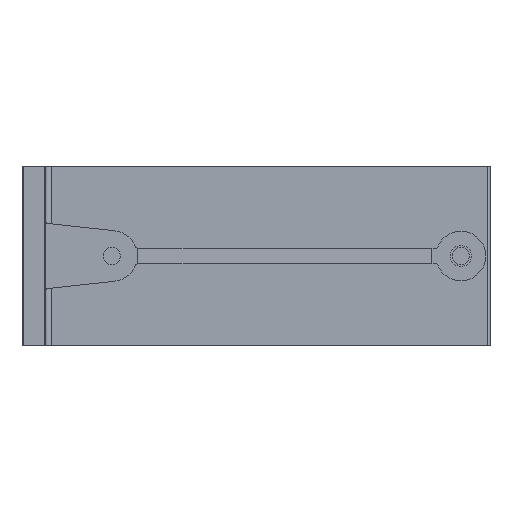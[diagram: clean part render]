
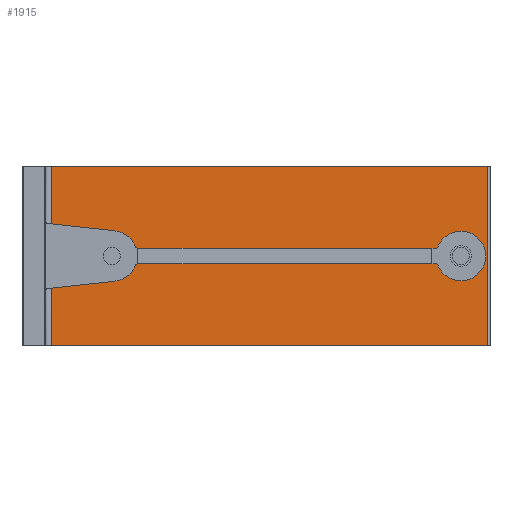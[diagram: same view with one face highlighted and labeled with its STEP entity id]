
A CAD part, front view. The second image highlights one B-rep face of the part: STEP entity #1915.
In plain terms, the highlighted planar face has unit normal (0, -1, 0).
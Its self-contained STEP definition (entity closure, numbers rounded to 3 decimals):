
#88=PLANE('',#2100);
#142=LINE('',#2909,#285);
#150=LINE('',#2937,#293);
#163=LINE('',#2992,#306);
#176=LINE('',#3025,#319);
#177=LINE('',#3036,#320);
#178=LINE('',#3037,#321);
#179=LINE('',#3039,#322);
#180=LINE('',#3041,#323);
#181=LINE('',#3042,#324);
#285=VECTOR('',#2305,1000.);
#293=VECTOR('',#2333,1000.);
#306=VECTOR('',#2378,1000.);
#319=VECTOR('',#2407,1000.);
#320=VECTOR('',#2414,1000.);
#321=VECTOR('',#2415,1000.);
#322=VECTOR('',#2416,1000.);
#323=VECTOR('',#2417,1000.);
#324=VECTOR('',#2418,1000.);
#425=CIRCLE('',#2063,0.5);
#427=CIRCLE('',#2067,0.2);
#429=CIRCLE('',#2070,4.7);
#431=CIRCLE('',#2073,0.2);
#432=CIRCLE('',#2077,0.5);
#445=CIRCLE('',#2101,4.8);
#446=CIRCLE('',#2102,4.8);
#604=ORIENTED_EDGE('',*,*,#1109,.T.);
#605=ORIENTED_EDGE('',*,*,#1110,.T.);
#606=ORIENTED_EDGE('',*,*,#1090,.T.);
#607=ORIENTED_EDGE('',*,*,#1111,.T.);
#608=ORIENTED_EDGE('',*,*,#1112,.F.);
#609=ORIENTED_EDGE('',*,*,#1113,.F.);
#610=ORIENTED_EDGE('',*,*,#1106,.T.);
#611=ORIENTED_EDGE('',*,*,#1114,.T.);
#612=ORIENTED_EDGE('',*,*,#1115,.T.);
#613=ORIENTED_EDGE('',*,*,#1066,.F.);
#614=ORIENTED_EDGE('',*,*,#1064,.T.);
#615=ORIENTED_EDGE('',*,*,#1059,.F.);
#616=ORIENTED_EDGE('',*,*,#1057,.T.);
#617=ORIENTED_EDGE('',*,*,#1053,.F.);
#618=ORIENTED_EDGE('',*,*,#1050,.T.);
#619=ORIENTED_EDGE('',*,*,#1046,.F.);
#1046=EDGE_CURVE('',#1306,#1307,#425,.T.);
#1050=EDGE_CURVE('',#1310,#1307,#142,.T.);
#1053=EDGE_CURVE('',#1310,#1312,#427,.T.);
#1057=EDGE_CURVE('',#1314,#1312,#429,.T.);
#1059=EDGE_CURVE('',#1314,#1316,#431,.T.);
#1064=EDGE_CURVE('',#1318,#1316,#150,.T.);
#1066=EDGE_CURVE('',#1318,#1321,#432,.T.);
#1090=EDGE_CURVE('',#1339,#1340,#163,.T.);
#1106=EDGE_CURVE('',#1353,#1351,#176,.T.);
#1109=EDGE_CURVE('',#1306,#1354,#445,.T.);
#1110=EDGE_CURVE('',#1354,#1339,#177,.T.);
#1111=EDGE_CURVE('',#1340,#1355,#178,.T.);
#1112=EDGE_CURVE('',#1356,#1355,#179,.T.);
#1113=EDGE_CURVE('',#1353,#1356,#180,.T.);
#1114=EDGE_CURVE('',#1351,#1357,#181,.T.);
#1115=EDGE_CURVE('',#1357,#1321,#446,.T.);
#1306=VERTEX_POINT('',#2900);
#1307=VERTEX_POINT('',#2902);
#1310=VERTEX_POINT('',#2910);
#1312=VERTEX_POINT('',#2916);
#1314=VERTEX_POINT('',#2921);
#1316=VERTEX_POINT('',#2928);
#1318=VERTEX_POINT('',#2933);
#1321=VERTEX_POINT('',#2942);
#1339=VERTEX_POINT('',#2984);
#1340=VERTEX_POINT('',#2991);
#1351=VERTEX_POINT('',#3023);
#1353=VERTEX_POINT('',#3026);
#1354=VERTEX_POINT('',#3035);
#1355=VERTEX_POINT('',#3038);
#1356=VERTEX_POINT('',#3040);
#1357=VERTEX_POINT('',#3043);
#1517=EDGE_LOOP('',(#604,#605,#606,#607,#608,#609,#610,#611,#612,#613,#614,
#615,#616,#617,#618,#619));
#1700=FACE_BOUND('',#1517,.T.);
#1915=ADVANCED_FACE('',(#1700),#88,.F.);
#2063=AXIS2_PLACEMENT_3D('',#2901,#2298,#2299);
#2067=AXIS2_PLACEMENT_3D('',#2915,#2311,#2312);
#2070=AXIS2_PLACEMENT_3D('',#2923,#2319,#2320);
#2073=AXIS2_PLACEMENT_3D('',#2927,#2325,#2326);
#2077=AXIS2_PLACEMENT_3D('',#2941,#2338,#2339);
#2100=AXIS2_PLACEMENT_3D('',#3033,#2410,#2411);
#2101=AXIS2_PLACEMENT_3D('',#3034,#2412,#2413);
#2102=AXIS2_PLACEMENT_3D('',#3044,#2419,#2420);
#2298=DIRECTION('',(0.,1.,0.));
#2299=DIRECTION('',(1.,0.,0.));
#2305=DIRECTION('',(-1.,0.,0.));
#2311=DIRECTION('',(0.,1.,0.));
#2312=DIRECTION('',(1.,0.,0.));
#2319=DIRECTION('',(0.,1.,0.));
#2320=DIRECTION('',(1.,0.,0.));
#2325=DIRECTION('',(0.,1.,0.));
#2326=DIRECTION('',(1.,0.,0.));
#2333=DIRECTION('',(1.,0.,0.));
#2338=DIRECTION('',(0.,1.,0.));
#2339=DIRECTION('',(1.,0.,0.));
#2378=DIRECTION('',(0.,0.,-1.));
#2407=DIRECTION('',(0.,0.,-1.));
#2410=DIRECTION('',(0.,1.,0.));
#2411=DIRECTION('',(0.,0.,1.));
#2412=DIRECTION('',(0.,1.,0.));
#2413=DIRECTION('',(1.,0.,0.));
#2414=DIRECTION('',(-0.994,0.,-0.109));
#2415=DIRECTION('',(1.,0.,0.));
#2416=DIRECTION('',(0.,0.,-1.));
#2417=DIRECTION('',(1.,0.,0.));
#2418=DIRECTION('',(0.994,0.,-0.109));
#2419=DIRECTION('',(0.,1.,0.));
#2420=DIRECTION('',(1.,0.,0.));
#2900=CARTESIAN_POINT('',(21.445,12.7,-1.811));
#2901=CARTESIAN_POINT('',(21.908,12.7,-2.));
#2902=CARTESIAN_POINT('',(21.908,12.7,-1.5));
#2909=CARTESIAN_POINT('',(78.404,12.7,-1.5));
#2910=CARTESIAN_POINT('',(78.404,12.7,-1.5));
#2915=CARTESIAN_POINT('',(78.404,12.7,-1.7));
#2916=CARTESIAN_POINT('',(78.592,12.7,-1.631));
#2921=CARTESIAN_POINT('',(78.592,12.7,1.631));
#2923=CARTESIAN_POINT('',(83.,12.7,0.));
#2927=CARTESIAN_POINT('',(78.404,12.7,1.7));
#2928=CARTESIAN_POINT('',(78.404,12.7,1.5));
#2933=CARTESIAN_POINT('',(21.908,12.7,1.5));
#2937=CARTESIAN_POINT('',(21.908,12.7,1.5));
#2941=CARTESIAN_POINT('',(21.908,12.7,2.));
#2942=CARTESIAN_POINT('',(21.445,12.7,1.811));
#2984=CARTESIAN_POINT('',(5.5,12.7,-6.09));
#2991=CARTESIAN_POINT('',(5.5,12.7,-17.));
#2992=CARTESIAN_POINT('',(5.5,12.7,17.));
#3023=CARTESIAN_POINT('',(5.5,12.7,6.09));
#3025=CARTESIAN_POINT('',(5.5,12.7,17.));
#3026=CARTESIAN_POINT('',(5.5,12.7,17.));
#3033=CARTESIAN_POINT('',(5.5,12.7,17.));
#3034=CARTESIAN_POINT('',(17.,12.7,0.));
#3035=CARTESIAN_POINT('',(17.523,12.7,-4.771));
#3036=CARTESIAN_POINT('',(17.523,12.7,-4.771));
#3037=CARTESIAN_POINT('',(5.5,12.7,-17.));
#3038=CARTESIAN_POINT('',(88.,12.7,-17.));
#3039=CARTESIAN_POINT('',(88.,12.7,17.));
#3040=CARTESIAN_POINT('',(88.,12.7,17.));
#3041=CARTESIAN_POINT('',(5.5,12.7,17.));
#3042=CARTESIAN_POINT('',(4.317,12.7,6.22));
#3043=CARTESIAN_POINT('',(17.523,12.7,4.771));
#3044=CARTESIAN_POINT('',(17.,12.7,0.));
